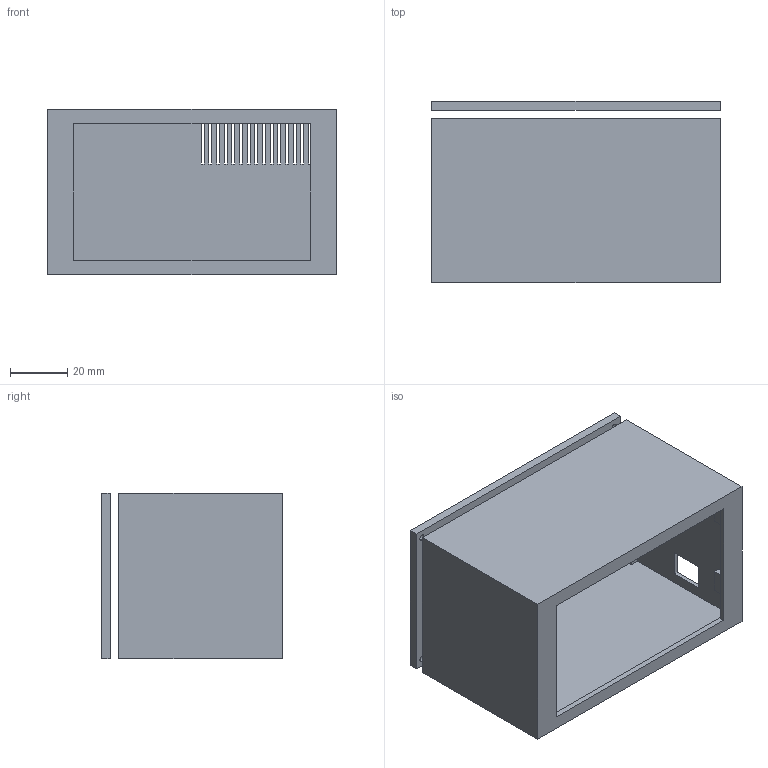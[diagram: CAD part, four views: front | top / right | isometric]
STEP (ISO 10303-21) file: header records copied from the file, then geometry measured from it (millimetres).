
FILE_DESCRIPTION(/* description */ (''),/* implementation_level */ '2;1');
FILE_NAME(/* name */ 'base.step',/* time_stamp */ '2026-01-06T12:44:07+01:00',/* author */ (''),/* organization */ (''),/* preprocessor_version */ 'ST-DEVELOPER v20.1',/* originating_system */ 'Autodesk Translation Framework v14.21.0.0',/* authorisation */ '');
FILE_SCHEMA (('AUTOMOTIVE_DESIGN { 1 0 10303 214 3 1 1 }'));
Length unit declared in the file: millimetre
Products named in the file (1): 2026-01-04-10-58-52-588
Bounding box: 100.5 x 63 x 57.5 mm (x, y, z)
Volume: 44082.9 mm3; surface area: 52849.5 mm2
Topology: 2 solids, 2 shells, 169 faces, 470 edges, 312 vertices
Faces by surface type: plane 157, cylinder 8, cone 4
Full cylindrical faces by diameter (mm): 2 x8
Entity records: 5472 total; most frequent: CARTESIAN_POINT 952, ORIENTED_EDGE 940, DIRECTION 830, EDGE_CURVE 470, LINE 450, VECTOR 450, VERTEX_POINT 312, EDGE_LOOP 240
